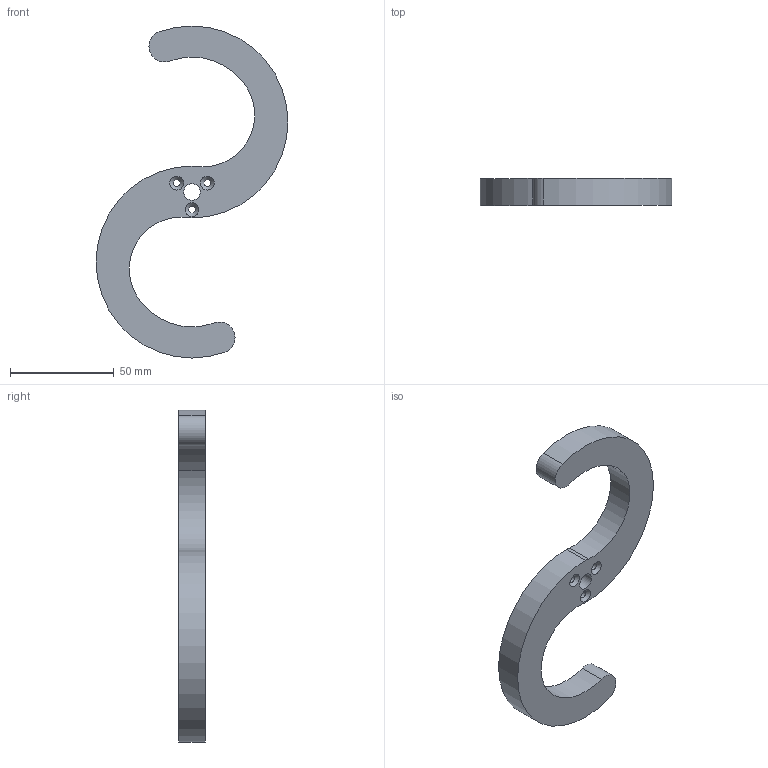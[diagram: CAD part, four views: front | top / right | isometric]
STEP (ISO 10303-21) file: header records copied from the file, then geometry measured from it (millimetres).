
FILE_DESCRIPTION(/* description */ (''),/* implementation_level */ '2;1');
FILE_NAME(/* name */ 'lapka_80_double v3.step',/* time_stamp */ '2021-02-10T12:29:42+03:00',/* author */ (''),/* organization */ (''),/* preprocessor_version */ 'ST-DEVELOPER v18.1',/* originating_system */ 'Autodesk Translation Framework v9.7.1.1290',/* authorisation */ '');
FILE_SCHEMA (('AUTOMOTIVE_DESIGN { 1 0 10303 214 3 1 1 }'));
Length unit declared in the file: metre
Products named in the file (1): lapka_80_double
Bounding box: 92.5 x 13 x 160 mm (x, y, z)
Volume: 60560.8 mm3; surface area: 17472.2 mm2
Topology: 1 solids, 1 shells, 22 faces, 54 edges, 34 vertices
Faces by surface type: cylinder 14, cone 6, plane 2
Full cylindrical faces by diameter (mm): 3.4 x3, 8 x1
Entity records: 713 total; most frequent: DIRECTION 134, CARTESIAN_POINT 111, ORIENTED_EDGE 108, AXIS2_PLACEMENT_3D 57, EDGE_CURVE 54, CIRCLE 34, VERTEX_POINT 34, EDGE_LOOP 30
